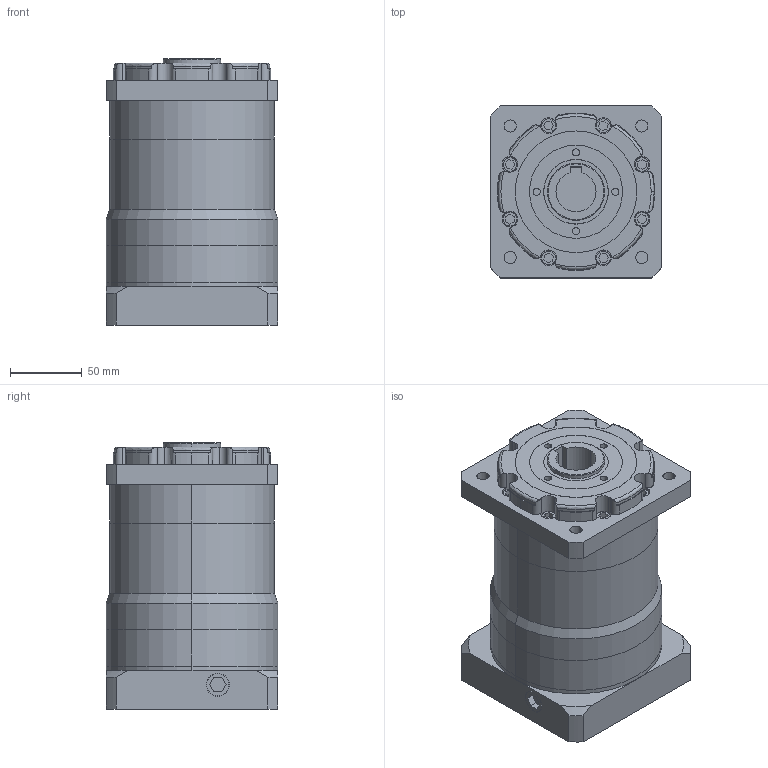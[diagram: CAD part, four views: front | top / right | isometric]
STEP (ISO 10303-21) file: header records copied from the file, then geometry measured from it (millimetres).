
FILE_DESCRIPTION (( 'STEP AP214' ), '1' );
FILE_NAME ('VGK115双级模型（16-35 80-3 4-6.5-100）.STEP', '2018-11-17T00:55:56', ( 'Windows' ), ( 'Microsoft' ), 'SwSTEP 2.0', 'SolidWorks 2016', '' );
FILE_SCHEMA (( 'AUTOMOTIVE_DESIGN' ));
Length unit declared in the file: millimetre
Products named in the file (1): VGK115双级模型（16-35 80-3 4-6.5-100）
Bounding box: 120 x 120 x 186 mm (x, y, z)
Volume: 1941070.3 mm3; surface area: 211241 mm2
Topology: 5 solids, 5 shells, 379 faces, 939 edges, 615 vertices
Faces by surface type: plane 186, cylinder 168, cone 14, torus 11
Entity records: 11796 total; most frequent: CARTESIAN_POINT 2216, DIRECTION 2059, ORIENTED_EDGE 1862, EDGE_CURVE 931, AXIS2_PLACEMENT_3D 774, VERTEX_POINT 615, LINE 511, VECTOR 511
